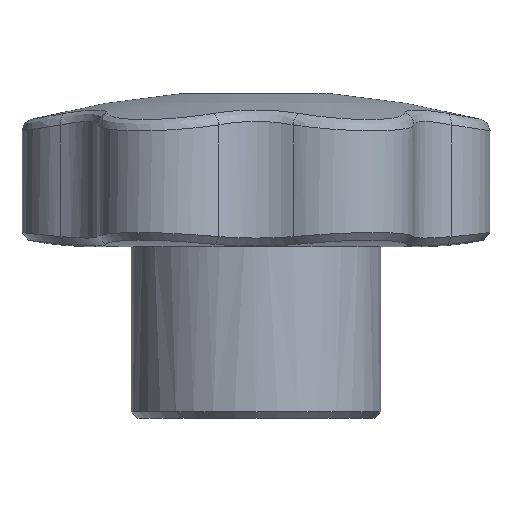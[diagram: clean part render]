
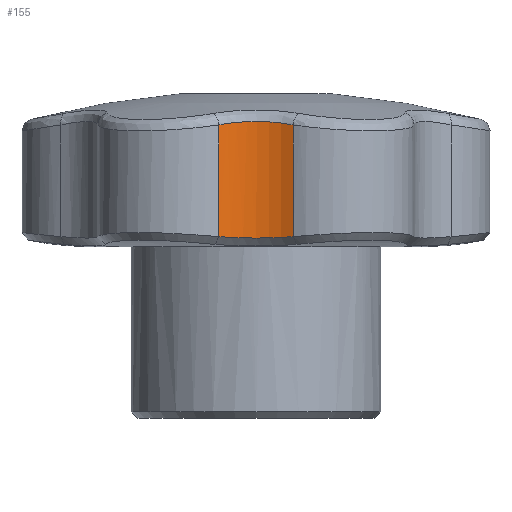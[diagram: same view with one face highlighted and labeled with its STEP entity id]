
A CAD part, left-side view. The second image highlights one B-rep face of the part: STEP entity #155.
In plain terms, the highlighted cylindrical face has radius 10 mm (diameter 20 mm), a partial arc.
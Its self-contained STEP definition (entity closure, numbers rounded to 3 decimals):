
#155 = ADVANCED_FACE( '', ( #353 ), #354, .F. );
#353 = FACE_OUTER_BOUND( '', #1570, .T. );
#354 = CYLINDRICAL_SURFACE( '', #1571, 10. );
#1570 = EDGE_LOOP( '', ( #3732, #3733, #3734, #3735 ) );
#1571 = AXIS2_PLACEMENT_3D( '', #3736, #3737, #3738 );
#3732 = ORIENTED_EDGE( '', *, *, #4253, .T. );
#3733 = ORIENTED_EDGE( '', *, *, #4076, .T. );
#3734 = ORIENTED_EDGE( '', *, *, #4254, .F. );
#3735 = ORIENTED_EDGE( '', *, *, #4255, .T. );
#3736 = CARTESIAN_POINT( '', ( -34.92, 0., 45. ) );
#3737 = DIRECTION( '', ( 0., 0., 1. ) );
#3738 = DIRECTION( '', ( -1., 0., 0. ) );
#4076 = EDGE_CURVE( '', #4356, #4361, #4363, .T. );
#4253 = EDGE_CURVE( '', #4646, #4356, #4647, .T. );
#4254 = EDGE_CURVE( '', #4648, #4361, #4649, .T. );
#4255 = EDGE_CURVE( '', #4648, #4646, #4650, .T. );
#4356 = VERTEX_POINT( '', #4930 );
#4361 = VERTEX_POINT( '', #4956 );
#4363 = B_SPLINE_CURVE_WITH_KNOTS( '', 3, ( #4959, #4960, #4961, #4962, #4963, #4964, #4965, #4966, #4967, #4968, #4969, #4970, #4971, #4972, #4973, #4974, #4975, #4976, #4977, #4978, #4979, #4980, #4981, #4982, #4983, #4984, #4985, #4986, #4987, #4988, #4989, #4990, #4991, #4992 ), .UNSPECIFIED., .F., .F., ( 4, 1, 1, 1, 1, 1, 1, 1, 1, 1, 1, 1, 1, 1, 1, 1, 1, 1, 1, 1, 1, 1, 1, 1, 1, 1, 1, 1, 1, 1, 1, 4 ), ( 0., 0.032, 0.065, 0.097, 0.129, 0.161, 0.194, 0.226, 0.258, 0.291, 0.323, 0.355, 0.387, 0.419, 0.452, 0.484, 0.516, 0.548, 0.581, 0.613, 0.645, 0.677, 0.71, 0.742, 0.774, 0.806, 0.839, 0.871, 0.903, 0.935, 0.968, 1. ), .UNSPECIFIED. );
#4646 = VERTEX_POINT( '', #6542 );
#4647 = LINE( '', #6543, #6544 );
#4648 = VERTEX_POINT( '', #6545 );
#4649 = LINE( '', #6546, #6547 );
#4650 = B_SPLINE_CURVE_WITH_KNOTS( '', 3, ( #6548, #6549, #6550, #6551, #6552, #6553, #6554, #6555, #6556, #6557, #6558, #6559, #6560, #6561, #6562, #6563, #6564, #6565, #6566, #6567, #6568, #6569, #6570, #6571, #6572, #6573, #6574, #6575, #6576, #6577, #6578, #6579, #6580 ), .UNSPECIFIED., .F., .F., ( 4, 1, 1, 1, 1, 2, 2, 2, 1, 2, 1, 1, 1, 2, 2, 2, 1, 2, 1, 1, 1, 1, 4 ), ( 0., 0.001, 0.001, 0.002, 0.002, 0.003, 0.003, 0.003, 0.003, 0.004, 0.004, 0.005, 0.006, 0.006, 0.006, 0.006, 0.007, 0.007, 0.007, 0.008, 0.009, 0.009, 0.01 ), .UNSPECIFIED. );
#4930 = CARTESIAN_POINT( '', ( -26.124, 4.756, 23.283 ) );
#4956 = CARTESIAN_POINT( '', ( -26.124, -4.756, 23.283 ) );
#4959 = CARTESIAN_POINT( '', ( -26.124, 4.756, 23.283 ) );
#4960 = CARTESIAN_POINT( '', ( -26.074, 4.662, 23.275 ) );
#4961 = CARTESIAN_POINT( '', ( -25.974, 4.473, 23.26 ) );
#4962 = CARTESIAN_POINT( '', ( -25.836, 4.185, 23.238 ) );
#4963 = CARTESIAN_POINT( '', ( -25.707, 3.892, 23.219 ) );
#4964 = CARTESIAN_POINT( '', ( -25.587, 3.596, 23.2 ) );
#4965 = CARTESIAN_POINT( '', ( -25.477, 3.295, 23.183 ) );
#4966 = CARTESIAN_POINT( '', ( -25.377, 2.992, 23.168 ) );
#4967 = CARTESIAN_POINT( '', ( -25.286, 2.685, 23.154 ) );
#4968 = CARTESIAN_POINT( '', ( -25.205, 2.376, 23.142 ) );
#4969 = CARTESIAN_POINT( '', ( -25.134, 2.064, 23.131 ) );
#4970 = CARTESIAN_POINT( '', ( -25.073, 1.75, 23.122 ) );
#4971 = CARTESIAN_POINT( '', ( -25.022, 1.434, 23.115 ) );
#4972 = CARTESIAN_POINT( '', ( -24.981, 1.117, 23.108 ) );
#4973 = CARTESIAN_POINT( '', ( -24.951, 0.798, 23.104 ) );
#4974 = CARTESIAN_POINT( '', ( -24.93, 0.479, 23.101 ) );
#4975 = CARTESIAN_POINT( '', ( -24.92, 0.16, 23.099 ) );
#4976 = CARTESIAN_POINT( '', ( -24.92, -0.16, 23.099 ) );
#4977 = CARTESIAN_POINT( '', ( -24.93, -0.48, 23.101 ) );
#4978 = CARTESIAN_POINT( '', ( -24.951, -0.799, 23.104 ) );
#4979 = CARTESIAN_POINT( '', ( -24.981, -1.117, 23.108 ) );
#4980 = CARTESIAN_POINT( '', ( -25.022, -1.435, 23.115 ) );
#4981 = CARTESIAN_POINT( '', ( -25.073, -1.75, 23.122 ) );
#4982 = CARTESIAN_POINT( '', ( -25.134, -2.064, 23.131 ) );
#4983 = CARTESIAN_POINT( '', ( -25.205, -2.376, 23.142 ) );
#4984 = CARTESIAN_POINT( '', ( -25.286, -2.685, 23.154 ) );
#4985 = CARTESIAN_POINT( '', ( -25.377, -2.992, 23.168 ) );
#4986 = CARTESIAN_POINT( '', ( -25.477, -3.296, 23.183 ) );
#4987 = CARTESIAN_POINT( '', ( -25.588, -3.596, 23.2 ) );
#4988 = CARTESIAN_POINT( '', ( -25.707, -3.892, 23.219 ) );
#4989 = CARTESIAN_POINT( '', ( -25.837, -4.185, 23.238 ) );
#4990 = CARTESIAN_POINT( '', ( -25.974, -4.473, 23.26 ) );
#4991 = CARTESIAN_POINT( '', ( -26.074, -4.662, 23.275 ) );
#4992 = CARTESIAN_POINT( '', ( -26.124, -4.756, 23.283 ) );
#6542 = CARTESIAN_POINT( '', ( -26.124, 4.756, 37.608 ) );
#6543 = CARTESIAN_POINT( '', ( -26.124, 4.756, 45. ) );
#6544 = VECTOR( '', #7551, 1000. );
#6545 = CARTESIAN_POINT( '', ( -26.124, -4.756, 37.608 ) );
#6546 = CARTESIAN_POINT( '', ( -26.124, -4.756, 45. ) );
#6547 = VECTOR( '', #7552, 1000. );
#6548 = CARTESIAN_POINT( '', ( -26.124, -4.756, 37.608 ) );
#6549 = CARTESIAN_POINT( '', ( -26.026, -4.574, 37.644 ) );
#6550 = CARTESIAN_POINT( '', ( -25.841, -4.206, 37.711 ) );
#6551 = CARTESIAN_POINT( '', ( -25.6, -3.64, 37.799 ) );
#6552 = CARTESIAN_POINT( '', ( -25.393, -3.06, 37.874 ) );
#6553 = CARTESIAN_POINT( '', ( -25.223, -2.465, 37.937 ) );
#6554 = CARTESIAN_POINT( '', ( -25.133, -2.06, 37.969 ) );
#6555 = CARTESIAN_POINT( '', ( -25.089, -1.829, 37.985 ) );
#6556 = CARTESIAN_POINT( '', ( -25.084, -1.803, 37.987 ) );
#6557 = CARTESIAN_POINT( '', ( -25.075, -1.752, 37.99 ) );
#6558 = CARTESIAN_POINT( '', ( -25.07, -1.726, 37.992 ) );
#6559 = CARTESIAN_POINT( '', ( -25.057, -1.649, 37.997 ) );
#6560 = CARTESIAN_POINT( '', ( -25.032, -1.494, 38.006 ) );
#6561 = CARTESIAN_POINT( '', ( -25.01, -1.339, 38.014 ) );
#6562 = CARTESIAN_POINT( '', ( -24.971, -1.03, 38.028 ) );
#6563 = CARTESIAN_POINT( '', ( -24.933, -0.617, 38.042 ) );
#6564 = CARTESIAN_POINT( '', ( -24.914, 0.003, 38.049 ) );
#6565 = CARTESIAN_POINT( '', ( -24.933, 0.623, 38.042 ) );
#6566 = CARTESIAN_POINT( '', ( -24.972, 1.037, 38.027 ) );
#6567 = CARTESIAN_POINT( '', ( -25.005, 1.296, 38.016 ) );
#6568 = CARTESIAN_POINT( '', ( -25.012, 1.348, 38.013 ) );
#6569 = CARTESIAN_POINT( '', ( -25.023, 1.426, 38.009 ) );
#6570 = CARTESIAN_POINT( '', ( -25.026, 1.452, 38.008 ) );
#6571 = CARTESIAN_POINT( '', ( -25.034, 1.503, 38.005 ) );
#6572 = CARTESIAN_POINT( '', ( -25.054, 1.633, 37.998 ) );
#6573 = CARTESIAN_POINT( '', ( -25.076, 1.761, 37.99 ) );
#6574 = CARTESIAN_POINT( '', ( -25.134, 2.067, 37.969 ) );
#6575 = CARTESIAN_POINT( '', ( -25.224, 2.471, 37.936 ) );
#6576 = CARTESIAN_POINT( '', ( -25.394, 3.063, 37.874 ) );
#6577 = CARTESIAN_POINT( '', ( -25.6, 3.641, 37.799 ) );
#6578 = CARTESIAN_POINT( '', ( -25.841, 4.206, 37.711 ) );
#6579 = CARTESIAN_POINT( '', ( -26.026, 4.574, 37.644 ) );
#6580 = CARTESIAN_POINT( '', ( -26.124, 4.756, 37.608 ) );
#7551 = DIRECTION( '', ( 0., 0., -1. ) );
#7552 = DIRECTION( '', ( 0., 0., -1. ) );
